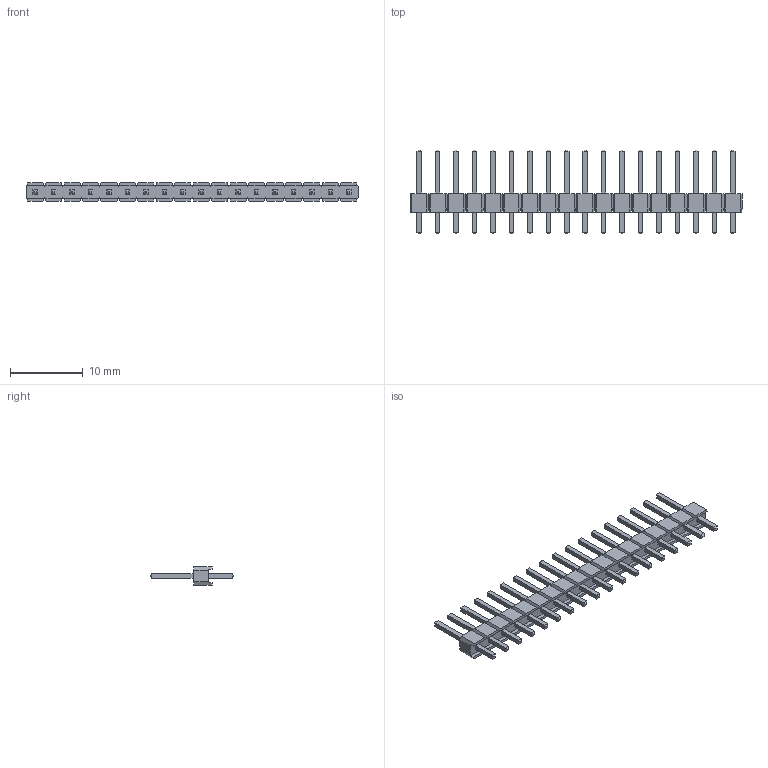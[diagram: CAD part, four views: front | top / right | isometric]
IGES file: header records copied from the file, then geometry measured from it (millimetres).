
Start section: C
Global section: file name: 61301811121.iges; native system: By Siemens PLM Incorporated; preprocessor: XPlus GENERIC/IGES 23.0.61; author: Author; organization: Title; date: 20210415.091835; units: millimetre
Bounding box: 45.72 x 11.54 x 2.54 mm (x, y, z)
Surface area: 1169 mm2 (no closed solid volume)
Topology: 0 solids, 0 shells, 508 faces, 2532 edges, 2532 vertices
Faces by surface type: bspline 508
